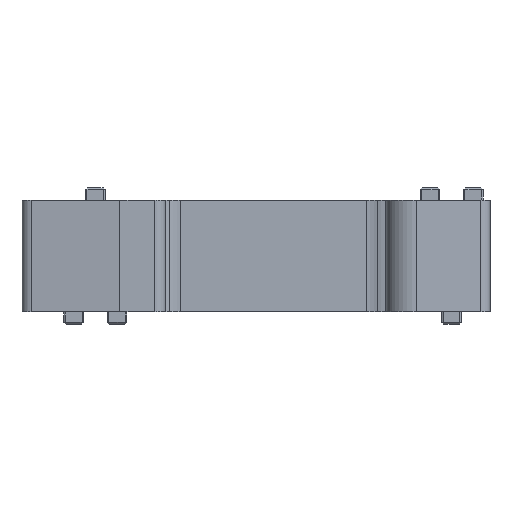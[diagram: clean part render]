
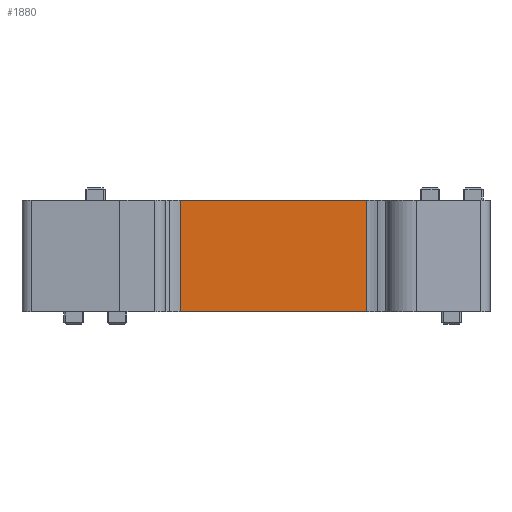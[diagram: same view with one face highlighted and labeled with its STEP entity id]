
A CAD part, front view. The second image highlights one B-rep face of the part: STEP entity #1880.
In plain terms, the highlighted planar face has unit normal (0, -1, 0).
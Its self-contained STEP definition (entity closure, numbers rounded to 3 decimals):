
#1880=ADVANCED_FACE('',(#3461),#2808,.F.);
#2808=PLANE('',#20348);
#3461=FACE_OUTER_BOUND('',#4475,.T.);
#4475=EDGE_LOOP('',(#10848,#10849,#10850,#10851));
#5665=LINE('',#28994,#7606);
#5846=LINE('',#29536,#7787);
#6143=LINE('',#30276,#8084);
#6144=LINE('',#30277,#8085);
#7606=VECTOR('',#22648,1.);
#7787=VECTOR('',#23039,1.);
#8084=VECTOR('',#23576,1.);
#8085=VECTOR('',#23577,1.);
#10848=ORIENTED_EDGE('',*,*,#17429,.T.);
#10849=ORIENTED_EDGE('',*,*,#18089,.T.);
#10850=ORIENTED_EDGE('',*,*,#17700,.T.);
#10851=ORIENTED_EDGE('',*,*,#18090,.T.);
#15441=VERTEX_POINT('',#28993);
#15442=VERTEX_POINT('',#28995);
#15697=VERTEX_POINT('',#29535);
#15698=VERTEX_POINT('',#29537);
#17429=EDGE_CURVE('',#15442,#15441,#5665,.T.);
#17700=EDGE_CURVE('',#15698,#15697,#5846,.T.);
#18089=EDGE_CURVE('',#15441,#15698,#6143,.T.);
#18090=EDGE_CURVE('',#15697,#15442,#6144,.T.);
#20348=AXIS2_PLACEMENT_3D('',#30278,#23578,#23579);
#22648=DIRECTION('',(-1.,0.,0.));
#23039=DIRECTION('',(1.,0.,0.));
#23576=DIRECTION('',(0.,0.,-1.));
#23577=DIRECTION('',(0.,0.,1.));
#23578=DIRECTION('',(0.,1.,0.));
#23579=DIRECTION('',(0.,0.,1.));
#28993=CARTESIAN_POINT('',(-13.321,-0.5,24.));
#28994=CARTESIAN_POINT('',(0.,-0.5,24.));
#28995=CARTESIAN_POINT('',(13.321,-0.5,24.));
#29535=CARTESIAN_POINT('',(13.321,-0.5,8.));
#29536=CARTESIAN_POINT('',(0.,-0.5,8.));
#29537=CARTESIAN_POINT('',(-13.321,-0.5,8.));
#30276=CARTESIAN_POINT('',(-13.321,-0.5,0.));
#30277=CARTESIAN_POINT('',(13.321,-0.5,0.));
#30278=CARTESIAN_POINT('',(0.,-0.5,0.));
